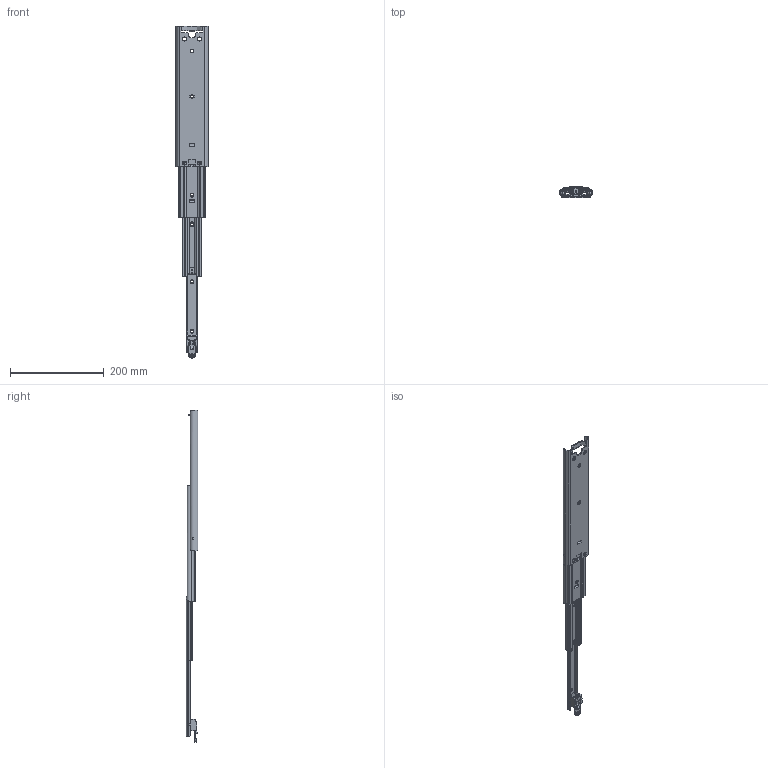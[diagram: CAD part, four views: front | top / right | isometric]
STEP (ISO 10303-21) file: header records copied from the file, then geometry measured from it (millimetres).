
FILE_DESCRIPTION(/* description */ ('CONDOR 300.0 / 395.0 (25.1mm)'),/* implementation_level */ '2;1');
FILE_NAME(/* name */ '111-M32_01_out.stp',/* time_stamp */ '2024-05-14T09:24:30+02:00',/* author */ ('m.meijers'),/* organization */ (''),/* preprocessor_version */ 'ST-DEVELOPER v18.1',/* originating_system */ 'Autodesk Inventor 2022',/* authorisation */ '');
FILE_SCHEMA (('AUTOMOTIVE_DESIGN { 1 0 10303 214 3 1 1 }'));
Products named in the file (23): 111-M32; 111-M32_1; 111-M32_2; 111-M32_3; 111-M32_4; 111-M32_5; 111-M32_6; 111-M32_7; 111-M32_8; 111-M32_9; 111-M32_10; 111-M32_11; 111-M32_12; 111-M32_13; 111-M32_14; 111-M32_15; 111-M32_16; 111-M32_17; 111-M32_18; 921587; 921615; 921614; 922063
Assembly tree (62 placements, depth 4):
  111-M32
    111-M32_2
    111-M32_1
      111-M32_2
      111-M32_3
    111-M32_4
      111-M32_5
      111-M32_6  x14
    111-M32_7
      111-M32_8
    111-M32_9
      111-M32_10
      111-M32_11  x14
    111-M32_12
      111-M32_13
    111-M32_14
      111-M32_15
      111-M32_16  x14
    111-M32_17
      111-M32_18
      921587
      921615
        921614
        922063
Bounding box: 70.9 x 25.16 x 707.2 mm (x, y, z)
Volume: 174676.3 mm3; surface area: 212306.5 mm2
Topology: 52 solids, 52 shells, 1712 faces, 4912 edges, 3206 vertices
Faces by surface type: plane 863, cylinder 699, cone 50, sphere 46, bspline 40, torus 14
Full cylindrical faces by diameter (mm): 2 x1, 4.5 x1, 8 x5, 11 x1
Entity records: 60930 total; most frequent: CARTESIAN_POINT 15315, ORIENTED_EDGE 9578, DIRECTION 9408, EDGE_CURVE 4789, AXIS2_PLACEMENT_3D 3191, VERTEX_POINT 3128, LINE 3026, VECTOR 3026
